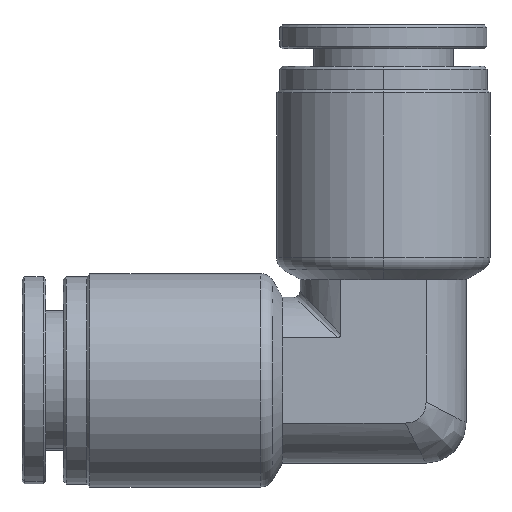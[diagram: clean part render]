
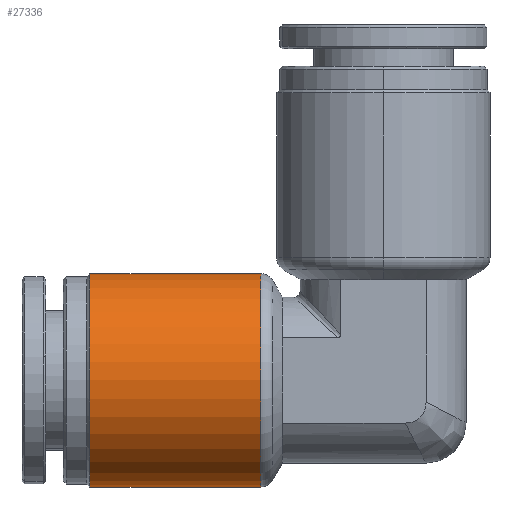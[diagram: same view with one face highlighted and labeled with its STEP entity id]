
A CAD part, left-side view. The second image highlights one B-rep face of the part: STEP entity #27336.
In plain terms, the highlighted cylindrical face has radius 9 mm (diameter 18 mm), a partial arc.
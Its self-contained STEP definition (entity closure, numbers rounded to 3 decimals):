
#391 = CYLINDRICAL_SURFACE ( 'NONE', #24076, 9. ) ;
#1272 = ORIENTED_EDGE ( 'NONE', *, *, #31716, .T. ) ;
#2062 = CIRCLE ( 'NONE', #27640, 9. ) ;
#4268 = DIRECTION ( 'NONE',  ( 0., 1., 0. ) ) ;
#5710 = CARTESIAN_POINT ( 'NONE',  ( 0., 24.75, -17.5 ) ) ;
#6916 = VERTEX_POINT ( 'NONE', #16145 ) ;
#8143 = VERTEX_POINT ( 'NONE', #5710 ) ;
#8290 = DIRECTION ( 'NONE',  ( 0., -1., 0. ) ) ;
#10242 = EDGE_CURVE ( 'NONE', #8143, #27501, #28422, .T. ) ;
#11000 = CARTESIAN_POINT ( 'NONE',  ( 0., 25., -8.5 ) ) ;
#12354 = AXIS2_PLACEMENT_3D ( 'NONE', #26479, #8290, #29578 ) ;
#16145 = CARTESIAN_POINT ( 'NONE',  ( 0., 10.349, 0.5 ) ) ;
#16928 = EDGE_CURVE ( 'NONE', #27501, #6916, #2062, .T. ) ;
#17283 = CARTESIAN_POINT ( 'NONE',  ( 0., 25., -17.5 ) ) ;
#19394 = FACE_OUTER_BOUND ( 'NONE', #25428, .T. ) ;
#20270 = VECTOR ( 'NONE', #20309, 1000. ) ;
#20309 = DIRECTION ( 'NONE',  ( 0., -1., 0. ) ) ;
#20774 = CARTESIAN_POINT ( 'NONE',  ( 0., 10.349, -17.5 ) ) ;
#20998 = DIRECTION ( 'NONE',  ( 0., -1., 0. ) ) ;
#21514 = ORIENTED_EDGE ( 'NONE', *, *, #16928, .T. ) ;
#22423 = CARTESIAN_POINT ( 'NONE',  ( 0., 10.349, -8.5 ) ) ;
#22456 = LINE ( 'NONE', #30399, #30661 ) ;
#22865 = EDGE_CURVE ( 'NONE', #32938, #6916, #22456, .T. ) ;
#23024 = DIRECTION ( 'NONE',  ( 0., -1., 0. ) ) ;
#24076 = AXIS2_PLACEMENT_3D ( 'NONE', #11000, #23024, #32429 ) ;
#25428 = EDGE_LOOP ( 'NONE', ( #36010, #1272, #28261, #21514 ) ) ;
#25531 = DIRECTION ( 'NONE',  ( 0., 0., -1. ) ) ;
#26479 = CARTESIAN_POINT ( 'NONE',  ( 0., 24.75, -8.5 ) ) ;
#27336 = ADVANCED_FACE ( 'NONE', ( #19394 ), #391, .T. ) ;
#27501 = VERTEX_POINT ( 'NONE', #20774 ) ;
#27640 = AXIS2_PLACEMENT_3D ( 'NONE', #22423, #4268, #25531 ) ;
#28261 = ORIENTED_EDGE ( 'NONE', *, *, #10242, .T. ) ;
#28422 = LINE ( 'NONE', #17283, #20270 ) ;
#29578 = DIRECTION ( 'NONE',  ( 0., 0., 1. ) ) ;
#30229 = CIRCLE ( 'NONE', #12354, 9. ) ;
#30399 = CARTESIAN_POINT ( 'NONE',  ( 0., 25., 0.5 ) ) ;
#30661 = VECTOR ( 'NONE', #20998, 1000. ) ;
#31716 = EDGE_CURVE ( 'NONE', #32938, #8143, #30229, .T. ) ;
#32429 = DIRECTION ( 'NONE',  ( 0., 0., -1. ) ) ;
#32938 = VERTEX_POINT ( 'NONE', #33283 ) ;
#33283 = CARTESIAN_POINT ( 'NONE',  ( 0., 24.75, 0.5 ) ) ;
#36010 = ORIENTED_EDGE ( 'NONE', *, *, #22865, .F. ) ;
